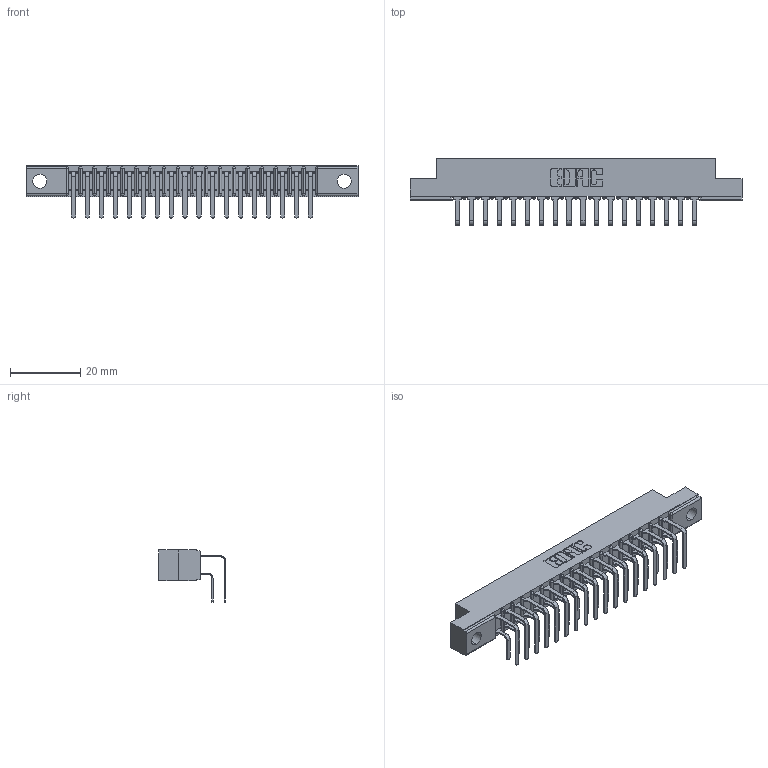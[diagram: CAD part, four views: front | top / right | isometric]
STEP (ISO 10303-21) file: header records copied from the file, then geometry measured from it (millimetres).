
FILE_DESCRIPTION (( 'STEP AP203' ), '1' );
FILE_NAME ('357-036-558-204.STEP', '2019-09-18T03:39:53', ( '' ), ( '' ), 'SwSTEP 2.0', 'SolidWorks 2016', '' );
FILE_SCHEMA (( 'CONFIG_CONTROL_DESIGN' ));
Length unit declared in the file: inch
Products named in the file (4): 307 Part_.156 Dia Mounting Holes; 307-290-001_558 - 2 (Single); 357-036-558-204; 307-290-001_558 559 - 1 (Single)
Assembly tree (37 placements, depth 2):
  357-036-558-204
    307 Part_.156 Dia Mounting Holes
    307-290-001_558 559 - 1 (Single)  x18
    307-290-001_558 - 2 (Single)  x18
Bounding box: 94.34 x 18.96 x 14.81 mm (x, y, z)
Volume: 6224.7 mm3; surface area: 11572.6 mm2
Topology: 37 solids, 37 shells, 1951 faces, 5471 edges, 3546 vertices
Faces by surface type: plane 1272, cylinder 641, sphere 38
Entity records: 20831 total; most frequent: CARTESIAN_POINT 3422, ORIENTED_EDGE 3386, DIRECTION 3353, EDGE_CURVE 1693, LINE 1295, VECTOR 1295, VERTEX_POINT 1098, AXIS2_PLACEMENT_3D 1029
